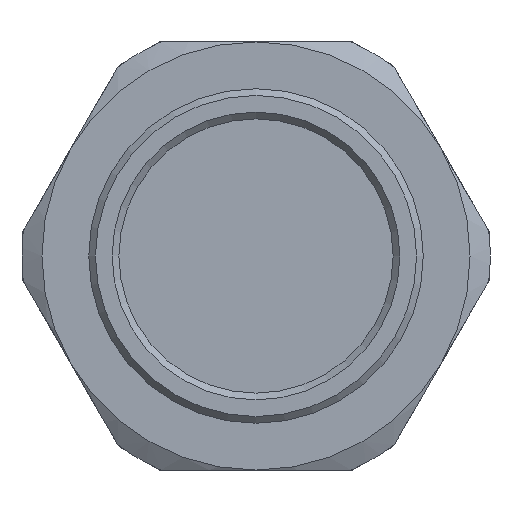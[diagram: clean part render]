
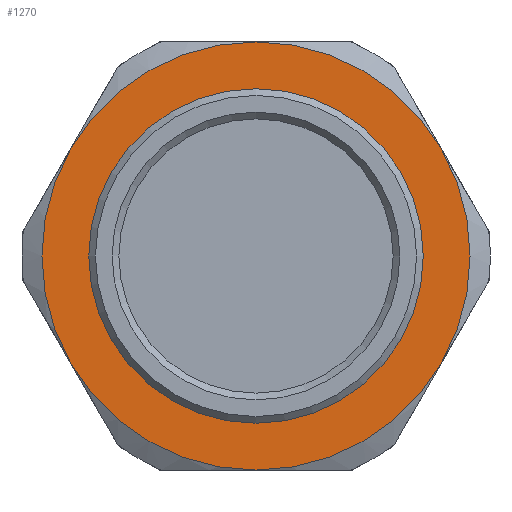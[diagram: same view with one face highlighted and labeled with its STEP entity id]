
A CAD part, front view. The second image highlights one B-rep face of the part: STEP entity #1270.
In plain terms, the highlighted planar face has unit normal (0, -1, 0).
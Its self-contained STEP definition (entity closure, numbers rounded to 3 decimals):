
#54=FACE_BOUND('',#465,.T.);
#388=FACE_OUTER_BOUND('',#464,.T.);
#464=EDGE_LOOP('',(#1049,#1050,#1051,#1052,#1053,#1054));
#465=EDGE_LOOP('',(#1055));
#517=CIRCLE('',#1382,16.);
#518=CIRCLE('',#1384,16.);
#519=CIRCLE('',#1385,16.);
#520=CIRCLE('',#1386,16.);
#521=CIRCLE('',#1387,16.);
#522=CIRCLE('',#1388,16.);
#523=CIRCLE('',#1389,12.);
#619=VERTEX_POINT('',#2109);
#620=VERTEX_POINT('',#2113);
#621=VERTEX_POINT('',#2119);
#622=VERTEX_POINT('',#2120);
#623=VERTEX_POINT('',#2122);
#624=VERTEX_POINT('',#2124);
#625=VERTEX_POINT('',#2128);
#769=EDGE_CURVE('',#620,#619,#517,.T.);
#770=EDGE_CURVE('',#621,#622,#518,.T.);
#771=EDGE_CURVE('',#623,#621,#519,.T.);
#772=EDGE_CURVE('',#624,#623,#520,.T.);
#773=EDGE_CURVE('',#619,#624,#521,.T.);
#774=EDGE_CURVE('',#622,#620,#522,.T.);
#775=EDGE_CURVE('',#625,#625,#523,.T.);
#1049=ORIENTED_EDGE('',*,*,#770,.F.);
#1050=ORIENTED_EDGE('',*,*,#771,.F.);
#1051=ORIENTED_EDGE('',*,*,#772,.F.);
#1052=ORIENTED_EDGE('',*,*,#773,.F.);
#1053=ORIENTED_EDGE('',*,*,#769,.F.);
#1054=ORIENTED_EDGE('',*,*,#774,.F.);
#1055=ORIENTED_EDGE('',*,*,#775,.T.);
#1217=PLANE('',#1383);
#1270=ADVANCED_FACE('',(#388,#54),#1217,.T.);
#1382=AXIS2_PLACEMENT_3D('',#2117,#1617,#1618);
#1383=AXIS2_PLACEMENT_3D('',#2118,#1619,#1620);
#1384=AXIS2_PLACEMENT_3D('',#2121,#1621,#1622);
#1385=AXIS2_PLACEMENT_3D('',#2123,#1623,#1624);
#1386=AXIS2_PLACEMENT_3D('',#2125,#1625,#1626);
#1387=AXIS2_PLACEMENT_3D('',#2126,#1627,#1628);
#1388=AXIS2_PLACEMENT_3D('',#2127,#1629,#1630);
#1389=AXIS2_PLACEMENT_3D('',#2129,#1631,#1632);
#1617=DIRECTION('center_axis',(0.,1.,0.));
#1618=DIRECTION('ref_axis',(-1.,0.,0.));
#1619=DIRECTION('center_axis',(0.,-1.,0.));
#1620=DIRECTION('ref_axis',(0.,0.,
1.));
#1621=DIRECTION('center_axis',(0.,1.,0.));
#1622=DIRECTION('ref_axis',(-1.,0.,0.));
#1623=DIRECTION('center_axis',(0.,1.,0.));
#1624=DIRECTION('ref_axis',(-1.,0.,0.));
#1625=DIRECTION('center_axis',(0.,1.,0.));
#1626=DIRECTION('ref_axis',(-1.,0.,0.));
#1627=DIRECTION('center_axis',(0.,1.,0.));
#1628=DIRECTION('ref_axis',(-1.,0.,0.));
#1629=DIRECTION('center_axis',(0.,1.,0.));
#1630=DIRECTION('ref_axis',(-1.,0.,0.));
#1631=DIRECTION('center_axis',(0.,1.,0.));
#1632=DIRECTION('ref_axis',(-1.,0.,0.));
#2109=CARTESIAN_POINT('',(121.67,55.991,140.413));
#2113=CARTESIAN_POINT('',(135.526,55.991,132.413));
#2117=CARTESIAN_POINT('Origin',(135.526,55.991,148.413));
#2118=CARTESIAN_POINT('Origin',(151.526,55.991,148.413));
#2119=CARTESIAN_POINT('',(149.382,55.991,156.413));
#2120=CARTESIAN_POINT('',(149.382,55.991,140.413));
#2121=CARTESIAN_POINT('Origin',(135.526,55.991,148.413));
#2122=CARTESIAN_POINT('',(135.526,55.991,164.413));
#2123=CARTESIAN_POINT('Origin',(135.526,55.991,148.413));
#2124=CARTESIAN_POINT('',(121.67,55.991,156.413));
#2125=CARTESIAN_POINT('Origin',(135.526,55.991,148.413));
#2126=CARTESIAN_POINT('Origin',(135.526,55.991,148.413));
#2127=CARTESIAN_POINT('Origin',(135.526,55.991,148.413));
#2128=CARTESIAN_POINT('',(123.526,55.991,148.413));
#2129=CARTESIAN_POINT('Origin',(135.526,55.991,148.413));
